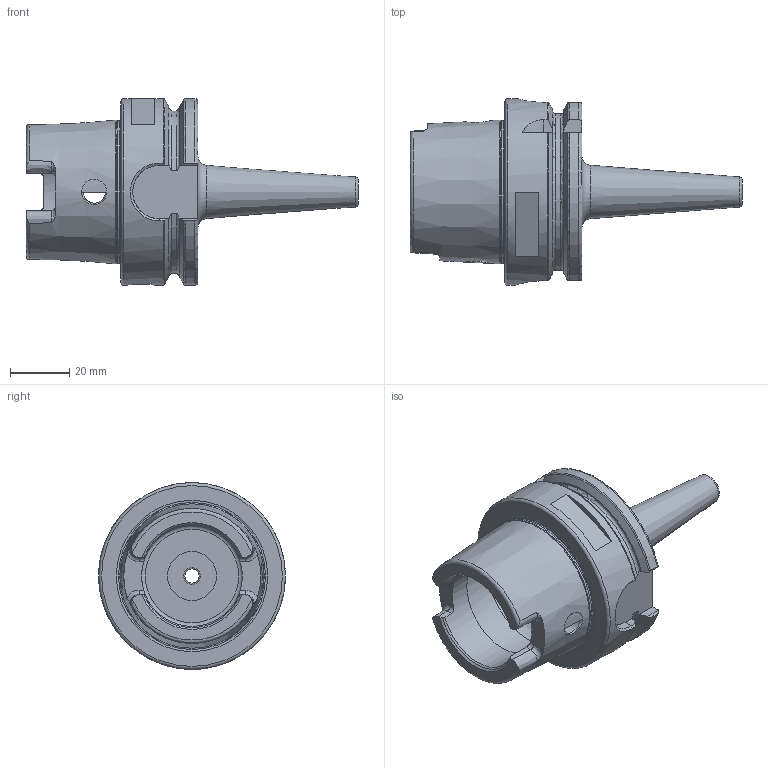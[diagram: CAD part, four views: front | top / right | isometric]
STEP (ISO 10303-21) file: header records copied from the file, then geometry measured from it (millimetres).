
FILE_DESCRIPTION(/* description */ (''),/* implementation_level */ '2;1');
FILE_NAME(/* name */ 'HSK 63A-SD018-080.stp',/* time_stamp */ '2018-12-14T13:23:12-06:00',/* author */ ('Lee'),/* organization */ (''),/* preprocessor_version */ 'ST-DEVELOPER v17',/* originating_system */ 'Autodesk Inventor LT',/* authorisation */ '');
FILE_SCHEMA (('AUTOMOTIVE_DESIGN { 1 0 10303 214 3 1 1 }'));
Length unit declared in the file: millimetre
Products named in the file (1): HSK 63A-SD018-080
Bounding box: 112 x 63 x 63 mm (x, y, z)
Volume: 88924.3 mm3; surface area: 25269.7 mm2
Topology: 1 solids, 1 shells, 125 faces, 371 edges, 252 vertices
Faces by surface type: plane 44, cylinder 24, torus 24, cone 20, bspline 13
Full cylindrical faces by diameter (mm): 4.763 x1, 5.6 x1, 7.5 x2, 10 x1, 14 x1, 16.5 x1, 34 x2, 40 x1, 48.241 x1, 63 x1
Entity records: 5711 total; most frequent: CARTESIAN_POINT 2465, ORIENTED_EDGE 744, DIRECTION 611, EDGE_CURVE 372, AXIS2_PLACEMENT_3D 255, VERTEX_POINT 253, CIRCLE 142, EDGE_LOOP 135
